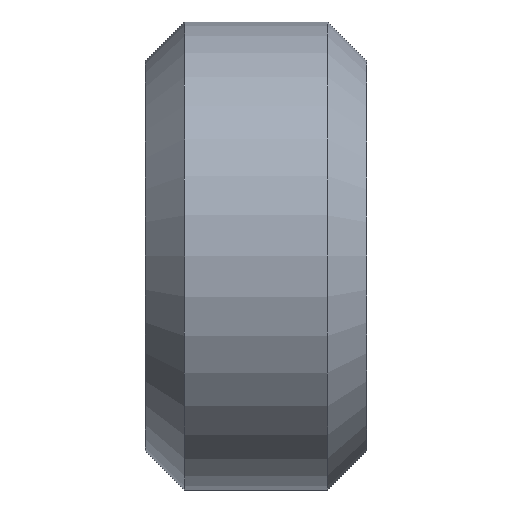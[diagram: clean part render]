
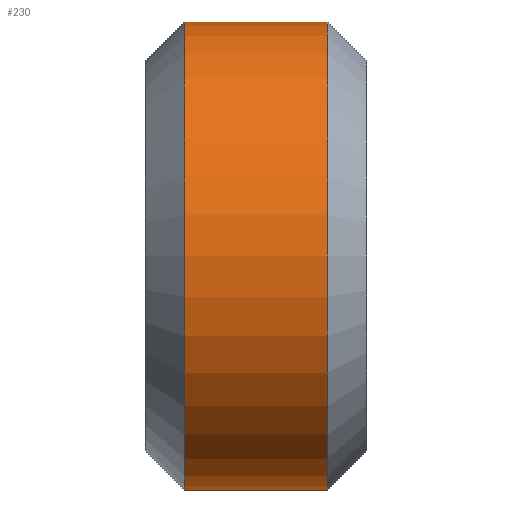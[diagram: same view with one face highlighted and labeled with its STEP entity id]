
A CAD part, front view. The second image highlights one B-rep face of the part: STEP entity #230.
In plain terms, the highlighted cylindrical face has radius 36 mm (diameter 72 mm), a partial arc.
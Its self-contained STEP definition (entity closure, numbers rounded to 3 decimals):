
#40=CARTESIAN_POINT('Vertex',(-6.,0.,36.)) ;
#42=CARTESIAN_POINT('Vertex',(-6.,0.,-36.)) ;
#71=CARTESIAN_POINT('Axis2P3D Location',(-6.,0.,0.)) ;
#163=CARTESIAN_POINT('Vertex',(-28.,0.,36.)) ;
#170=CARTESIAN_POINT('Vertex',(-28.,0.,-36.)) ;
#190=CARTESIAN_POINT('Axis2P3D Location',(-28.,0.,0.)) ;
#202=CARTESIAN_POINT('Axis2P3D Location',(-17.,0.,0.)) ;
#207=CARTESIAN_POINT('Line Origine',(-17.,0.,36.)) ;
#212=CARTESIAN_POINT('Line Origine',(-17.,0.,-36.)) ;
#209=VECTOR('Line Direction',#208,1.) ;
#214=VECTOR('Line Direction',#213,1.) ;
#72=DIRECTION('Axis2P3D Direction',(-1.,0.,0.)) ;
#191=DIRECTION('Axis2P3D Direction',(1.,-0.,0.)) ;
#203=DIRECTION('Axis2P3D Direction',(-1.,0.,0.)) ;
#204=DIRECTION('Axis2P3D XDirection',(-0.,0.,1.)) ;
#208=DIRECTION('Vector Direction',(-1.,0.,0.)) ;
#213=DIRECTION('Vector Direction',(-1.,0.,0.)) ;
#73=AXIS2_PLACEMENT_3D('Circle Axis2P3D',#71,#72,$) ;
#192=AXIS2_PLACEMENT_3D('Circle Axis2P3D',#190,#191,$) ;
#205=AXIS2_PLACEMENT_3D('Cylinder Axis2P3D',#202,#203,#204) ;
#210=LINE('Line',#207,#209) ;
#215=LINE('Line',#212,#214) ;
#74=CIRCLE('generated circle',#73,36.) ;
#193=CIRCLE('generated circle',#192,36.) ;
#206=CYLINDRICAL_SURFACE('generated cylinder',#205,36.) ;
#75=EDGE_CURVE('',#43,#41,#74,.T.) ;
#194=EDGE_CURVE('',#171,#164,#193,.F.) ;
#211=EDGE_CURVE('',#164,#41,#210,.F.) ;
#216=EDGE_CURVE('',#171,#43,#215,.F.) ;
#224=EDGE_LOOP('',(#225,#226,#227,#228)) ;
#225=ORIENTED_EDGE('',*,*,#194,.F.) ;
#226=ORIENTED_EDGE('',*,*,#216,.T.) ;
#227=ORIENTED_EDGE('',*,*,#75,.T.) ;
#228=ORIENTED_EDGE('',*,*,#211,.F.) ;
#41=VERTEX_POINT('',#40) ;
#43=VERTEX_POINT('',#42) ;
#164=VERTEX_POINT('',#163) ;
#171=VERTEX_POINT('',#170) ;
#230=ADVANCED_FACE('PartBody',(#229),#206,.T.) ;
#229=FACE_OUTER_BOUND('',#224,.T.) ;
